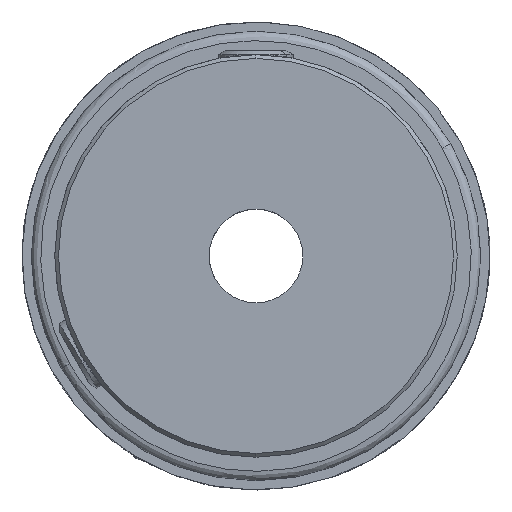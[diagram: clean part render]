
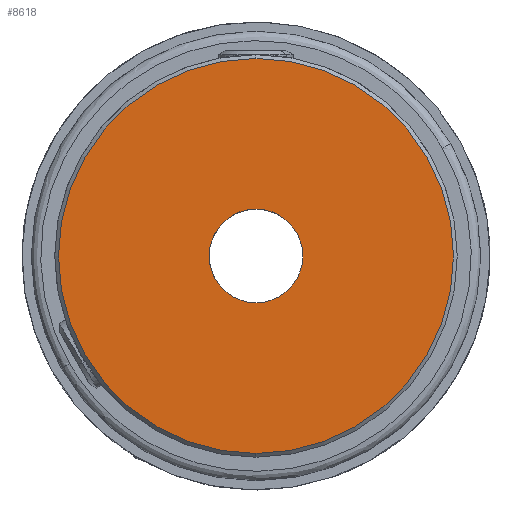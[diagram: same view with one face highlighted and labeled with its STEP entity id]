
A CAD part, left-side view. The second image highlights one B-rep face of the part: STEP entity #8618.
In plain terms, the highlighted planar face has unit normal (-1, 0, 0).
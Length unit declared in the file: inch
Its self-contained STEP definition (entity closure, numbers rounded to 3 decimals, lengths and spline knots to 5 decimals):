
#121 = DIRECTION ( 'NONE',  ( 0., 0., -1. ) ) ;
#214 = CARTESIAN_POINT ( 'NONE',  ( -3.76134, -0.23242, 0.54493 ) ) ;
#443 = DIRECTION ( 'NONE',  ( 0., 0., -1. ) ) ;
#699 = FACE_OUTER_BOUND ( 'NONE', #4256, .T. ) ;
#756 = CIRCLE ( 'NONE', #12265, 0.41535 ) ;
#778 = DIRECTION ( 'NONE',  ( 0., 0., -1. ) ) ;
#923 = DIRECTION ( 'NONE',  ( 1., 0., 0. ) ) ;
#1209 = AXIS2_PLACEMENT_3D ( 'NONE', #9637, #5457, #11797 ) ;
#1495 = DIRECTION ( 'NONE',  ( -1., 0., 0. ) ) ;
#1524 = DIRECTION ( 'NONE',  ( 1., 0., 0. ) ) ;
#2017 = ORIENTED_EDGE ( 'NONE', *, *, #5984, .F. ) ;
#2919 = CIRCLE ( 'NONE', #7081, 0.09843 ) ;
#3829 = EDGE_CURVE ( 'NONE', #6407, #6978, #2919, .T. ) ;
#4178 = EDGE_LOOP ( 'NONE', ( #12978, #2017 ) ) ;
#4256 = EDGE_LOOP ( 'NONE', ( #6687, #6535 ) ) ;
#4657 = CARTESIAN_POINT ( 'NONE',  ( -3.76134, -0.23242, 0.12957 ) ) ;
#5170 = FACE_BOUND ( 'NONE', #4178, .T. ) ;
#5457 = DIRECTION ( 'NONE',  ( -1., 0., 0. ) ) ;
#5533 = CIRCLE ( 'NONE', #6917, 0.41535 ) ;
#5896 = DIRECTION ( 'NONE',  ( 0., 0., 1. ) ) ;
#5984 = EDGE_CURVE ( 'NONE', #6978, #6407, #7437, .T. ) ;
#6213 = EDGE_CURVE ( 'NONE', #11518, #8932, #756, .T. ) ;
#6407 = VERTEX_POINT ( 'NONE', #8117 ) ;
#6535 = ORIENTED_EDGE ( 'NONE', *, *, #11789, .F. ) ;
#6687 = ORIENTED_EDGE ( 'NONE', *, *, #6213, .F. ) ;
#6917 = AXIS2_PLACEMENT_3D ( 'NONE', #8029, #1524, #443 ) ;
#6978 = VERTEX_POINT ( 'NONE', #13265 ) ;
#7081 = AXIS2_PLACEMENT_3D ( 'NONE', #7123, #1495, #5896 ) ;
#7123 = CARTESIAN_POINT ( 'NONE',  ( -3.76134, -0.23242, 0.12957 ) ) ;
#7371 = AXIS2_PLACEMENT_3D ( 'NONE', #8631, #923, #778 ) ;
#7437 = CIRCLE ( 'NONE', #1209, 0.09843 ) ;
#8029 = CARTESIAN_POINT ( 'NONE',  ( -3.76134, -0.23242, 0.12957 ) ) ;
#8117 = CARTESIAN_POINT ( 'NONE',  ( -3.76134, -0.23242, 0.228 ) ) ;
#8618 = ADVANCED_FACE ( 'NONE', ( #5170, #699 ), #10642, .F. ) ;
#8631 = CARTESIAN_POINT ( 'NONE',  ( -3.76134, -0.17337, 0.12957 ) ) ;
#8932 = VERTEX_POINT ( 'NONE', #214 ) ;
#9637 = CARTESIAN_POINT ( 'NONE',  ( -3.76134, -0.23242, 0.12957 ) ) ;
#9992 = DIRECTION ( 'NONE',  ( 1., 0., 0. ) ) ;
#10642 = PLANE ( 'NONE',  #7371 ) ;
#11518 = VERTEX_POINT ( 'NONE', #11793 ) ;
#11789 = EDGE_CURVE ( 'NONE', #8932, #11518, #5533, .T. ) ;
#11793 = CARTESIAN_POINT ( 'NONE',  ( -3.76134, -0.23242, -0.28578 ) ) ;
#11797 = DIRECTION ( 'NONE',  ( 0., 0., 1. ) ) ;
#12265 = AXIS2_PLACEMENT_3D ( 'NONE', #4657, #9992, #121 ) ;
#12978 = ORIENTED_EDGE ( 'NONE', *, *, #3829, .F. ) ;
#13265 = CARTESIAN_POINT ( 'NONE',  ( -3.76134, -0.23242, 0.03115 ) ) ;
